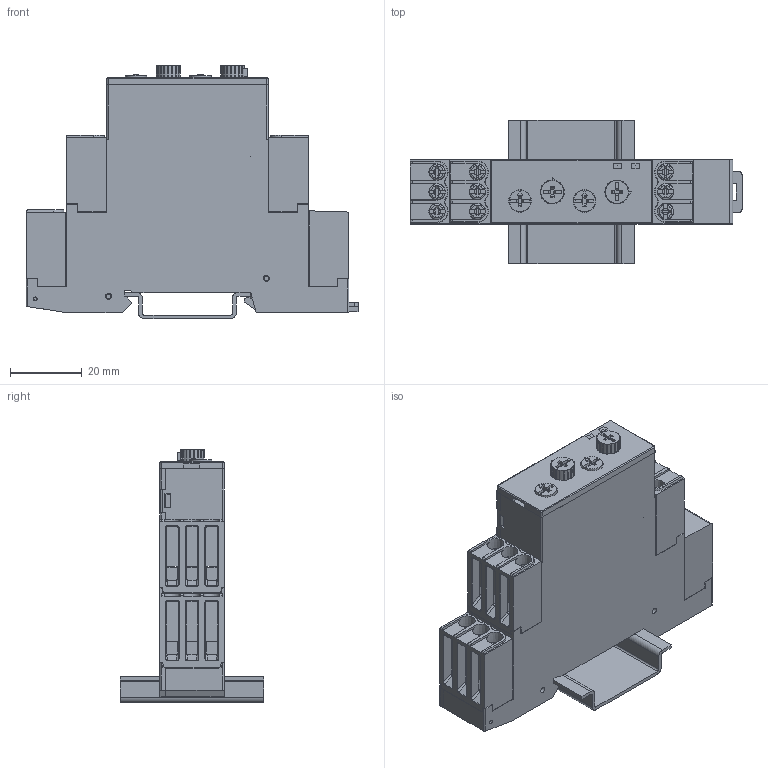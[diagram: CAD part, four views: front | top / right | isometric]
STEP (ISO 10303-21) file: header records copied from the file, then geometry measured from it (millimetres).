
FILE_DESCRIPTION(/* description */ ('Unknown'),/* implementation_level */ '2;1');
FILE_NAME(/* name */ 'ENRM ASSEMBLY LLC',/* time_stamp */ '2025-01-28T16:16:15+06:00',/* author */ ('Unknown'),/* organization */ ('Unknown'),/* preprocessor_version */ 'ST-DEVELOPER v18.104',/* originating_system */ 'Solid Edge',/* authorisation */ 'Unknown');
FILE_SCHEMA (('AUTOMOTIVE_DESIGN {1 0 10303 214 3 1 1}'));
Products named in the file (1): ENRM ASSEMBLY LLC2
Bounding box: 92.53 x 40 x 70.57 mm (x, y, z)
Volume: 28569.6 mm3; surface area: 48467.1 mm2
Topology: 43 solids, 43 shells, 3659 faces, 9584 edges, 5945 vertices
Faces by surface type: plane 2054, cylinder 861, cone 290, torus 254, sphere 161, bspline 39
Full cylindrical faces by diameter (mm): 0.01 x2, 0.05 x2, 0.1 x10, 0.2 x1, 1.4 x4, 1.5 x9, 2.4 x9, 2.5 x1, 3.2 x9, 4.5 x9, 6.3 x2
Entity records: 122725 total; most frequent: CARTESIAN_POINT 34657, ORIENTED_EDGE 18454, DIRECTION 16419, EDGE_CURVE 9227, VERTEX_POINT 5864, LINE 5813, VECTOR 5813, AXIS2_PLACEMENT_3D 5303
